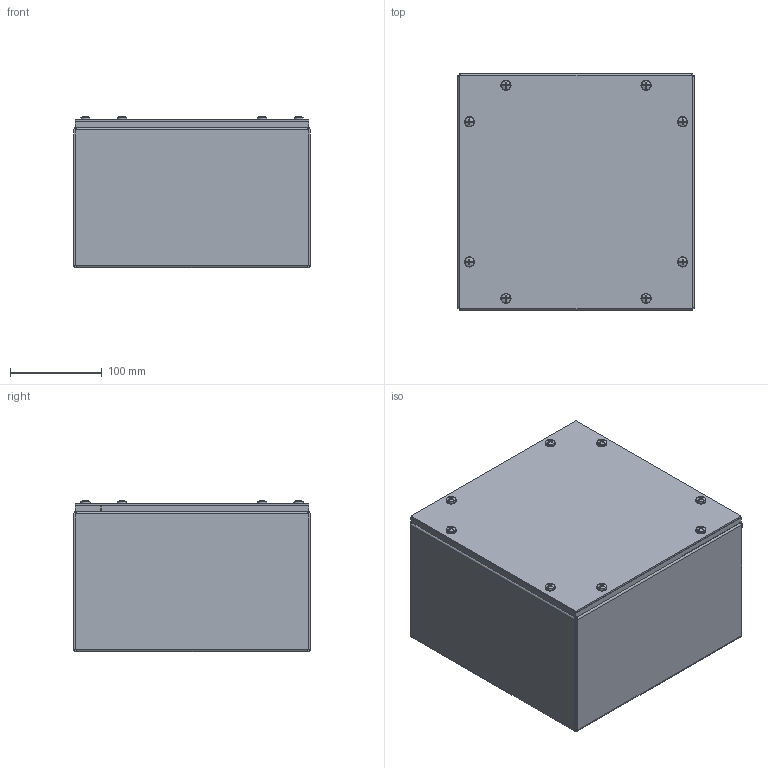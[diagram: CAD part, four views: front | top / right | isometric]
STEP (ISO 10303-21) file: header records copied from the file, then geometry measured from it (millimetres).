
FILE_DESCRIPTION(/* description */ ('WA_GSCSS, NEMA 4X, TUB, 10 X 10 X 6'),/* implementation_level */ '2;1');
FILE_NAME(/* name */ 'WA101006GSCSS.stp',/* time_stamp */ '2016-07-26T20:09:02+06:00',/* author */ ('rsundaram'),/* organization */ (''),/* preprocessor_version */ 'ST-DEVELOPER v16.1',/* originating_system */ 'Autodesk Inventor 2016',/* authorisation */ '');
FILE_SCHEMA (('AUTOMOTIVE_DESIGN { 1 0 10303 214 3 1 1 }'));
Length unit declared in the file: inch
Products named in the file (8): WA101006GSCSSBKP; WA1010GSCSSLID; 316297; 37210; 39035; 39077; 34984; WA101006GSCSS
Assembly tree (36 placements, depth 2):
  WA101006GSCSS
    WA101006GSCSSBKP
    WA1010GSCSSLID
    316297  x2
    37210  x8
    39035  x8
    39077  x8
    34984  x8
Bounding box: 257.18 x 257.18 x 164.55 mm (x, y, z)
Volume: 695535.4 mm3; surface area: 669263.3 mm2
Topology: 36 solids, 36 shells, 764 faces, 1900 edges, 1224 vertices
Faces by surface type: plane 420, cylinder 160, cone 104, torus 48, bspline 16, sphere 16
Full cylindrical faces by diameter (mm): 3.962 x8, 4.255 x8, 4.775 x8, 4.978 x8, 6.299 x8, 6.528 x8, 7.061 x8, 7.144 x8, 7.95 x8, 10.312 x8, 11.112 x8, 11.506 x8
Entity records: 7036 total; most frequent: CARTESIAN_POINT 1832, DIRECTION 1006, ORIENTED_EDGE 936, EDGE_CURVE 468, AXIS2_PLACEMENT_3D 368, VERTEX_POINT 316, EDGE_LOOP 282, LINE 270
